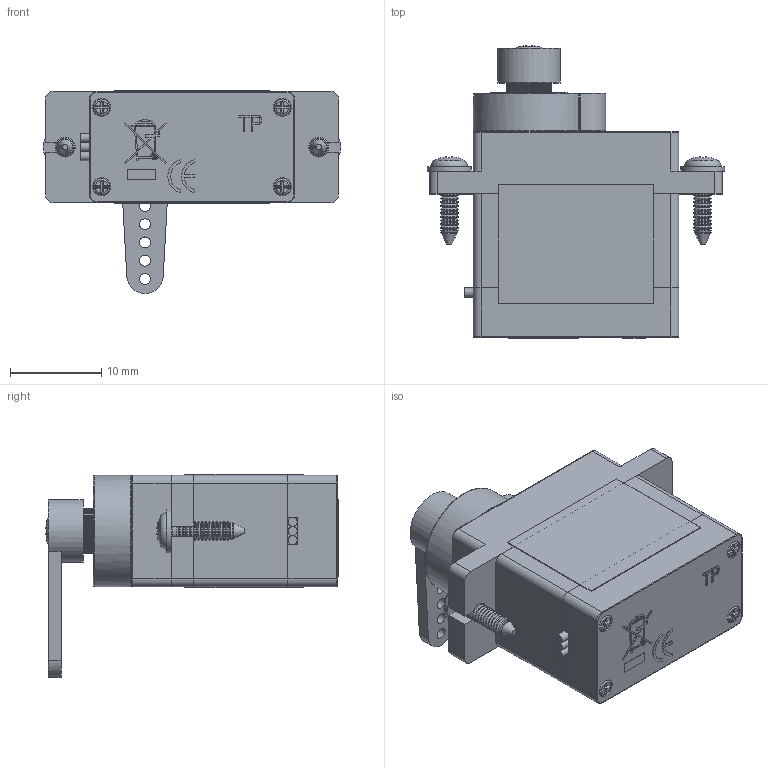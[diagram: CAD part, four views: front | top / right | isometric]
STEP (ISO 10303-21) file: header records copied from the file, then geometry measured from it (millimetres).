
FILE_DESCRIPTION(/* description */ (''),/* implementation_level */ '2;1');
FILE_NAME(/* name */ 'SG90 - Micro Servo 9g.step',/* time_stamp */ '2024-02-01T00:30:32+01:00',/* author */ (''),/* organization */ (''),/* preprocessor_version */ 'ST-DEVELOPER v20',/* originating_system */ 'Autodesk Translation Framework v12.14.0.127',/* authorisation */ '');
FILE_SCHEMA (('AUTOMOTIVE_DESIGN { 1 0 10303 214 3 1 1 }'));
Length unit declared in the file: metre
Products named in the file (5): SG90 - Micro Servo 9g; SG90 - Micro Servo 9g - Tower Pro.1_Pe_a; SG90 - Micro Servo 9g - Tower Pro.5_BS EN ISO 7045 - M2 x 8 - Z - 8S; SG90 - Micro Servo 9g - Tower Pro.6_BS EN ISO 7045 - M2 x 4 - Z - 4S; SG90 - Micro Servo 9g - Tower Pro.3_Pe_a
Assembly tree (5 placements, depth 2):
  SG90 - Micro Servo 9g
    SG90 - Micro Servo 9g - Tower Pro.1_Pe_a
    SG90 - Micro Servo 9g - Tower Pro.5_BS EN ISO 7045 - M2 x 8 - Z - 8S  x2
    SG90 - Micro Servo 9g - Tower Pro.6_BS EN ISO 7045 - M2 x 4 - Z - 4S
    SG90 - Micro Servo 9g - Tower Pro.3_Pe_a
Bounding box: 32.6 x 32.03 x 22.25 mm (x, y, z)
Volume: 7291.6 mm3; surface area: 5609 mm2
Topology: 17 solids, 17 shells, 928 faces, 2519 edges, 1656 vertices
Faces by surface type: plane 526, cylinder 239, cone 103, torus 32, bspline 23, sphere 5
Full cylindrical faces by diameter (mm): 0.2 x1, 0.5 x1, 1 x3, 1.2 x6, 1.6 x1, 1.8 x4, 2 x43, 2.1 x1, 3.1 x1, 4.6 x1, 4.8 x2, 5 x1, 6.9 x1
Entity records: 28932 total; most frequent: CARTESIAN_POINT 6960, ORIENTED_EDGE 4626, DIRECTION 4477, EDGE_CURVE 2313, AXIS2_PLACEMENT_3D 1526, VERTEX_POINT 1521, LINE 1425, VECTOR 1425
